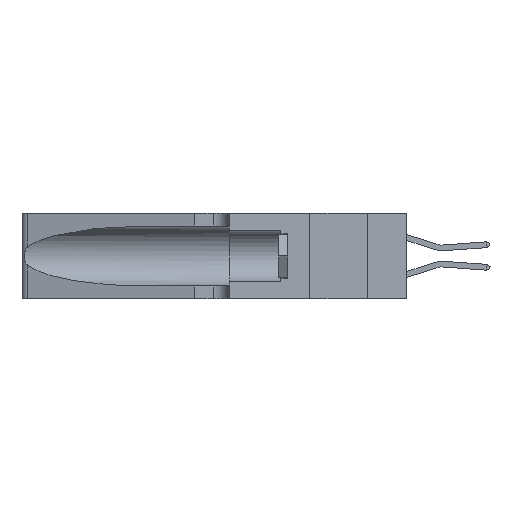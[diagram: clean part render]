
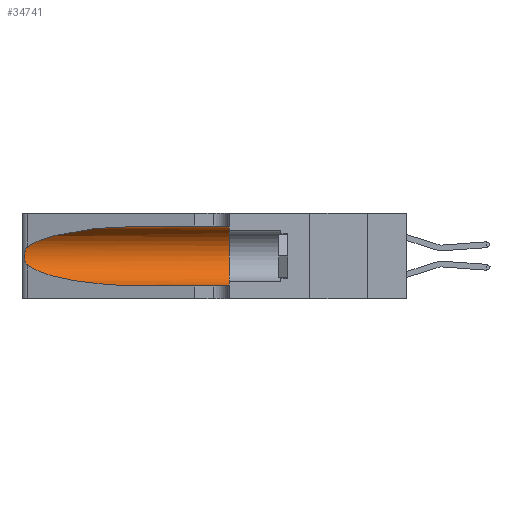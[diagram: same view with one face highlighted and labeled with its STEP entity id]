
A CAD part, left-side view. The second image highlights one B-rep face of the part: STEP entity #34741.
In plain terms, the highlighted cylindrical face has radius 3.308 mm (diameter 6.617 mm), a partial arc.
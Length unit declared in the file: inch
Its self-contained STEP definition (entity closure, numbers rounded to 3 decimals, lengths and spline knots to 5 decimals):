
#614 = CARTESIAN_POINT ( 'NONE',  ( 0.26075, 1.23896, 0.19203 ) ) ;
#864 = ORIENTED_EDGE ( 'NONE', *, *, #42110, .T. ) ;
#1152 = CIRCLE ( 'NONE', #34077, 0.13025 ) ;
#1300 = CYLINDRICAL_SURFACE ( 'NONE', #37883, 0.13025 ) ;
#1368 =( BOUNDED_CURVE ( )  B_SPLINE_CURVE ( 3, ( #5311, #18792, #18930, #42490 ),
 .UNSPECIFIED., .F., .F. ) 
 B_SPLINE_CURVE_WITH_KNOTS ( ( 4, 4 ),
 ( 3.44316, 4.71239 ),
 .UNSPECIFIED. ) 
 CURVE ( )  GEOMETRIC_REPRESENTATION_ITEM ( )  RATIONAL_B_SPLINE_CURVE ( ( 1., 0.87, 0.87, 1. ) ) 
 REPRESENTATION_ITEM ( '' )  );
#2729 = B_SPLINE_CURVE_WITH_KNOTS ( 'NONE', 3,
 ( #24218, #27619, #37774, #17593, #41144, #20964, #614, #24371, #4045, #27776, #7560, #31140, #10966, #34527 ),
 .UNSPECIFIED., .F., .F.,
 ( 4, 2, 2, 2, 2, 2, 4 ),
 ( 0., 0.00027, 0.00053, 0.00107, 0.0016, 0.00187, 0.00214 ),
 .UNSPECIFIED. ) ;
#4045 = CARTESIAN_POINT ( 'NONE',  ( 0.26017, 1.23833, 0.17102 ) ) ;
#5130 = VERTEX_POINT ( 'NONE', #40142 ) ;
#5311 = CARTESIAN_POINT ( 'NONE',  ( 0.25487, 1.22718, 0.14631 ) ) ;
#5651 = EDGE_CURVE ( 'NONE', #38908, #8765, #9366, .T. ) ;
#5691 = CARTESIAN_POINT ( 'NONE',  ( 0.1305, 0.35, 0.185 ) ) ;
#5809 = DIRECTION ( 'NONE',  ( 0., -1., 0. ) ) ;
#6017 = CARTESIAN_POINT ( 'NONE',  ( 0.1305, 1.61858, 0.31525 ) ) ;
#6948 = EDGE_LOOP ( 'NONE', ( #27676, #864, #36289, #19765, #23101, #13514 ) ) ;
#7560 = CARTESIAN_POINT ( 'NONE',  ( 0.25789, 1.23486, 0.15765 ) ) ;
#8272 = LINE ( 'NONE', #42819, #42011 ) ;
#8765 = VERTEX_POINT ( 'NONE', #24423 ) ;
#9003 = EDGE_CURVE ( 'NONE', #5130, #32573, #1368, .T. ) ;
#9043 = CARTESIAN_POINT ( 'NONE',  ( 0.1305, 1.61858, 0.185 ) ) ;
#9120 = DIRECTION ( 'NONE',  ( 0., 0., 1. ) ) ;
#9366 =( BOUNDED_CURVE ( )  B_SPLINE_CURVE ( 3, ( #15842, #35857, #12435, #39368 ),
 .UNSPECIFIED., .F., .T. ) 
 B_SPLINE_CURVE_WITH_KNOTS ( ( 4, 4 ),
 ( 1.5708, 2.84003 ),
 .UNSPECIFIED. ) 
 CURVE ( )  GEOMETRIC_REPRESENTATION_ITEM ( )  RATIONAL_B_SPLINE_CURVE ( ( 1., 0.87, 0.87, 1. ) ) 
 REPRESENTATION_ITEM ( '' )  );
#9437 = DIRECTION ( 'NONE',  ( 0., -1., 0. ) ) ;
#10966 = CARTESIAN_POINT ( 'NONE',  ( 0.25555, 1.22993, 0.14849 ) ) ;
#12153 = VERTEX_POINT ( 'NONE', #36381 ) ;
#12435 = CARTESIAN_POINT ( 'NONE',  ( 0.2373, 1.15595, 0.28018 ) ) ;
#13514 = ORIENTED_EDGE ( 'NONE', *, *, #21430, .F. ) ;
#15842 = CARTESIAN_POINT ( 'NONE',  ( 0.1305, 0.72297, 0.31525 ) ) ;
#15862 = DIRECTION ( 'NONE',  ( 0., -1., 0. ) ) ;
#16282 = EDGE_CURVE ( 'NONE', #32573, #12153, #8272, .T. ) ;
#17593 = CARTESIAN_POINT ( 'NONE',  ( 0.25787, 1.23484, 0.2124 ) ) ;
#17600 = EDGE_CURVE ( 'NONE', #35630, #12153, #1152, .T. ) ;
#18792 = CARTESIAN_POINT ( 'NONE',  ( 0.2373, 1.15595, 0.08982 ) ) ;
#18930 = CARTESIAN_POINT ( 'NONE',  ( 0.18966, 0.96281, 0.05475 ) ) ;
#19765 = ORIENTED_EDGE ( 'NONE', *, *, #16282, .T. ) ;
#20964 = CARTESIAN_POINT ( 'NONE',  ( 0.26018, 1.23835, 0.19895 ) ) ;
#21430 = EDGE_CURVE ( 'NONE', #38908, #35630, #32335, .T. ) ;
#23101 = ORIENTED_EDGE ( 'NONE', *, *, #17600, .F. ) ;
#24218 = CARTESIAN_POINT ( 'NONE',  ( 0.25487, 1.22718, 0.22369 ) ) ;
#24371 = CARTESIAN_POINT ( 'NONE',  ( 0.26075, 1.23896, 0.178 ) ) ;
#24423 = CARTESIAN_POINT ( 'NONE',  ( 0.25487, 1.22718, 0.22369 ) ) ;
#26978 = CARTESIAN_POINT ( 'NONE',  ( 0.1305, 0.35, 0.31525 ) ) ;
#27619 = CARTESIAN_POINT ( 'NONE',  ( 0.25555, 1.22994, 0.2215 ) ) ;
#27676 = ORIENTED_EDGE ( 'NONE', *, *, #5651, .T. ) ;
#27747 = CARTESIAN_POINT ( 'NONE',  ( 0.1305, 0.72297, 0.31525 ) ) ;
#27776 = CARTESIAN_POINT ( 'NONE',  ( 0.25856, 1.23593, 0.16098 ) ) ;
#29326 = DIRECTION ( 'NONE',  ( 0., 1., 0. ) ) ;
#29422 = FACE_OUTER_BOUND ( 'NONE', #6948, .T. ) ;
#31140 = CARTESIAN_POINT ( 'NONE',  ( 0.25639, 1.23186, 0.15144 ) ) ;
#32335 = LINE ( 'NONE', #6017, #38120 ) ;
#32573 = VERTEX_POINT ( 'NONE', #35270 ) ;
#34077 = AXIS2_PLACEMENT_3D ( 'NONE', #5691, #29326, #9120 ) ;
#34527 = CARTESIAN_POINT ( 'NONE',  ( 0.25487, 1.22718, 0.14631 ) ) ;
#34741 = ADVANCED_FACE ( 'NONE', ( #29422 ), #1300, .F. ) ;
#35270 = CARTESIAN_POINT ( 'NONE',  ( 0.1305, 0.72297, 0.05475 ) ) ;
#35630 = VERTEX_POINT ( 'NONE', #26978 ) ;
#35857 = CARTESIAN_POINT ( 'NONE',  ( 0.18966, 0.96281, 0.31525 ) ) ;
#36289 = ORIENTED_EDGE ( 'NONE', *, *, #9003, .T. ) ;
#36381 = CARTESIAN_POINT ( 'NONE',  ( 0.1305, 0.35, 0.05475 ) ) ;
#37774 = CARTESIAN_POINT ( 'NONE',  ( 0.25639, 1.23184, 0.21858 ) ) ;
#37883 = AXIS2_PLACEMENT_3D ( 'NONE', #9043, #15862, #39379 ) ;
#38120 = VECTOR ( 'NONE', #9437, 39.37008 ) ;
#38908 = VERTEX_POINT ( 'NONE', #27747 ) ;
#39368 = CARTESIAN_POINT ( 'NONE',  ( 0.25487, 1.22718, 0.22369 ) ) ;
#39379 = DIRECTION ( 'NONE',  ( 0., 0., -1. ) ) ;
#40142 = CARTESIAN_POINT ( 'NONE',  ( 0.25487, 1.22718, 0.14631 ) ) ;
#41144 = CARTESIAN_POINT ( 'NONE',  ( 0.25854, 1.2359, 0.20912 ) ) ;
#42011 = VECTOR ( 'NONE', #5809, 39.37008 ) ;
#42110 = EDGE_CURVE ( 'NONE', #8765, #5130, #2729, .T. ) ;
#42490 = CARTESIAN_POINT ( 'NONE',  ( 0.1305, 0.72297, 0.05475 ) ) ;
#42819 = CARTESIAN_POINT ( 'NONE',  ( 0.1305, 1.61858, 0.05475 ) ) ;
